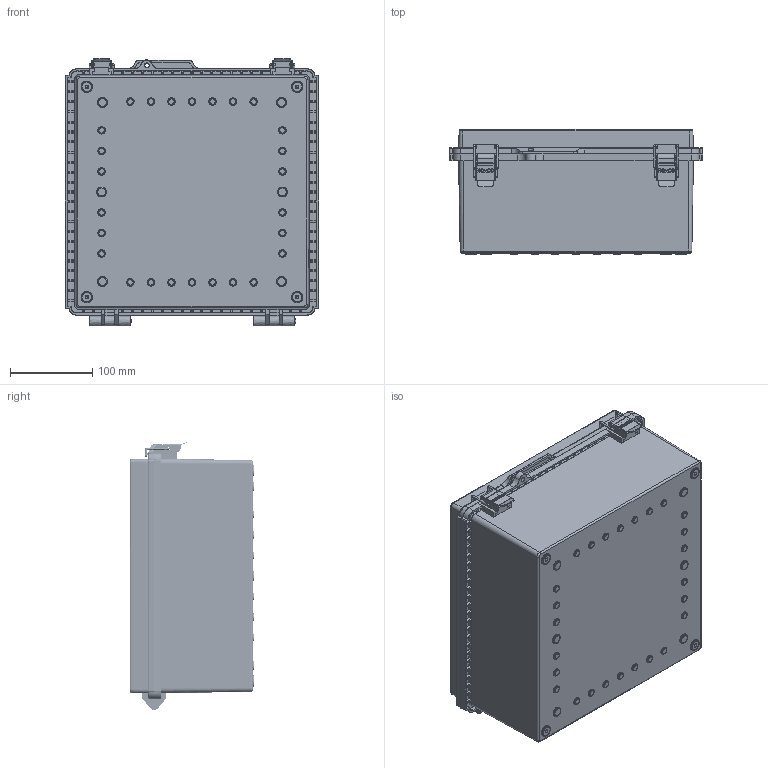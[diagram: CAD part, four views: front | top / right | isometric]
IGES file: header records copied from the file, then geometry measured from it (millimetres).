
Start section: SolidWorks IGES file using analytic representation for surfaces
Global section: file name: PDA1909 Empty Enclosure {12152020}.IGS; native system: SolidWorks 2020; preprocessor: SolidWorks 2020; author: sewen; date: 201222.104229; units: millimetre
Bounding box: 308.4 x 152 x 325.95 mm (x, y, z)
Surface area: 632960.2 mm2 (no closed solid volume)
Topology: 0 solids, 0 shells, 1928 faces, 22574 edges, 22546 vertices
Faces by surface type: bspline 1923, revolution 5
